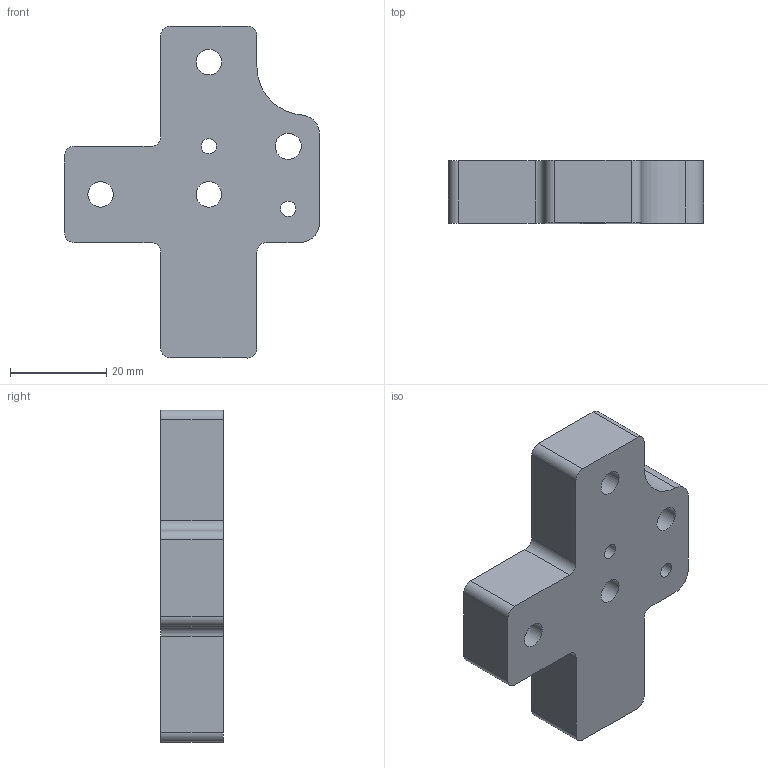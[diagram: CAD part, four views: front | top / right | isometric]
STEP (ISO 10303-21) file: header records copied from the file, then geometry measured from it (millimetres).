
FILE_DESCRIPTION(/* description */ (''),/* implementation_level */ '2;1');
FILE_NAME(/* name */ 'Right_corner_pulley_plate.step',/* time_stamp */ '2020-06-27T11:23:35+01:00',/* author */ (''),/* organization */ (''),/* preprocessor_version */ 'ST-DEVELOPER v18.1',/* originating_system */ 'Autodesk Translation Framework v9.3.0.1241',/* authorisation */ '');
FILE_SCHEMA (('AUTOMOTIVE_DESIGN { 1 0 10303 214 3 1 1 }'));
Length unit declared in the file: millimetre
Products named in the file (2): right_corner_pulley_plate; double_pulley_corner_bracket_Right Corner Pulley Plate
Assembly tree (1 placements, depth 2):
  right_corner_pulley_plate
    double_pulley_corner_bracket_Right Corner Pulley Plate
Bounding box: 53 x 13 x 69 mm (x, y, z)
Volume: 25986.2 mm3; surface area: 8294 mm2
Topology: 1 solids, 1 shells, 35 faces, 93 edges, 62 vertices
Faces by surface type: cylinder 20, plane 15
Full cylindrical faces by diameter (mm): 3.2 x2, 5.3 x3, 5.4 x1, 10 x2
Entity records: 1191 total; most frequent: DIRECTION 209, CARTESIAN_POINT 193, ORIENTED_EDGE 186, EDGE_CURVE 93, AXIS2_PLACEMENT_3D 78, VERTEX_POINT 62, LINE 53, VECTOR 53
